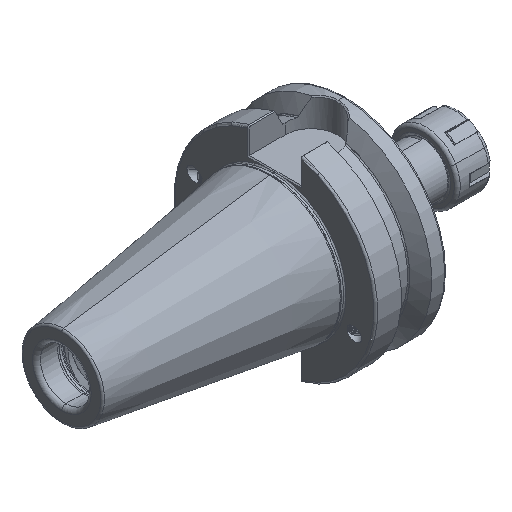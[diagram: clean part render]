
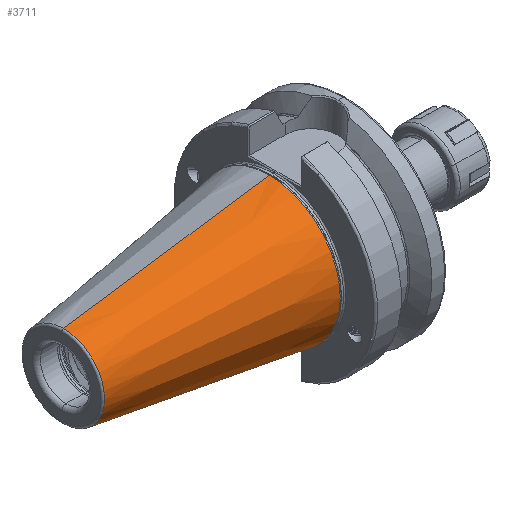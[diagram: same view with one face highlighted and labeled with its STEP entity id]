
A CAD part, isometric view. The second image highlights one B-rep face of the part: STEP entity #3711.
In plain terms, the highlighted conical face has half-angle 8.297 degrees and reference radius 34.998 mm.
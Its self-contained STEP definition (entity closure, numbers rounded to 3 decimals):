
#572 = CARTESIAN_POINT ( 'NONE',  ( -2.5, 0., -34.998 ) ) ;
#599 = CARTESIAN_POINT ( 'NONE',  ( -103.944, 0., -20.204 ) ) ;
#1752 = CARTESIAN_POINT ( 'NONE',  ( -103.944, 0., 20.204 ) ) ;
#3711 = ADVANCED_FACE ( 'NONE', ( #13536 ), #13526, .T. ) ;
#4017 = EDGE_CURVE ( 'NONE', #12714, #12729, #20734, .T. ) ;
#4043 = EDGE_CURVE ( 'NONE', #12719, #12733, #20780, .T. ) ;
#4622 = EDGE_CURVE ( 'NONE', #12719, #12714, #20247, .T. ) ;
#4641 = EDGE_CURVE ( 'NONE', #12733, #12729, #20278, .T. ) ;
#4875 = ORIENTED_EDGE ( 'NONE', *, *, #4043, .F. ) ;
#4882 = ORIENTED_EDGE ( 'NONE', *, *, #4641, .F. ) ;
#4884 = ORIENTED_EDGE ( 'NONE', *, *, #4017, .T. ) ;
#4946 = ORIENTED_EDGE ( 'NONE', *, *, #4622, .T. ) ;
#11918 = DIRECTION ( 'NONE',  ( 0.99, 0., -0.144 ) ) ;
#11947 = CARTESIAN_POINT ( 'NONE',  ( -2.5, 0., -34.998 ) ) ;
#12109 = DIRECTION ( 'NONE',  ( 0.99, 0., 0.144 ) ) ;
#12200 = CARTESIAN_POINT ( 'NONE',  ( -2.5, 0., 34.998 ) ) ;
#12714 = VERTEX_POINT ( 'NONE', #572 ) ;
#12719 = VERTEX_POINT ( 'NONE', #599 ) ;
#12729 = VERTEX_POINT ( 'NONE', #14946 ) ;
#12733 = VERTEX_POINT ( 'NONE', #1752 ) ;
#12836 = EDGE_LOOP ( 'NONE', ( #4882, #4875, #4946, #4884 ) ) ;
#13526 = CONICAL_SURFACE ( 'NONE', #16013, 34.998, 0.145 ) ;
#13536 = FACE_OUTER_BOUND ( 'NONE', #12836, .T. ) ;
#14946 = CARTESIAN_POINT ( 'NONE',  ( -2.5, 0., 34.998 ) ) ;
#15955 = AXIS2_PLACEMENT_3D ( 'NONE', #22638, #22643, #22649 ) ;
#15967 = AXIS2_PLACEMENT_3D ( 'NONE', #22268, #22301, #22272 ) ;
#16013 = AXIS2_PLACEMENT_3D ( 'NONE', #19638, #19636, #19648 ) ;
#19636 = DIRECTION ( 'NONE',  ( 1., 0., 0. ) ) ;
#19638 = CARTESIAN_POINT ( 'NONE',  ( -2.5, 0., 0. ) ) ;
#19648 = DIRECTION ( 'NONE',  ( 0., 0., -1. ) ) ;
#20247 = LINE ( 'NONE', #11947, #20251 ) ;
#20251 = VECTOR ( 'NONE', #11918, 1000. ) ;
#20278 = LINE ( 'NONE', #12200, #20280 ) ;
#20280 = VECTOR ( 'NONE', #12109, 1000. ) ;
#20734 = CIRCLE ( 'NONE', #15955, 34.998 ) ;
#20780 = CIRCLE ( 'NONE', #15967, 20.204 ) ;
#22268 = CARTESIAN_POINT ( 'NONE',  ( -103.944, 0., 0. ) ) ;
#22272 = DIRECTION ( 'NONE',  ( 0., 0., 1. ) ) ;
#22301 = DIRECTION ( 'NONE',  ( -1., 0., 0. ) ) ;
#22638 = CARTESIAN_POINT ( 'NONE',  ( -2.5, 0., 0. ) ) ;
#22643 = DIRECTION ( 'NONE',  ( -1., 0., 0. ) ) ;
#22649 = DIRECTION ( 'NONE',  ( 0., 0., 1. ) ) ;
